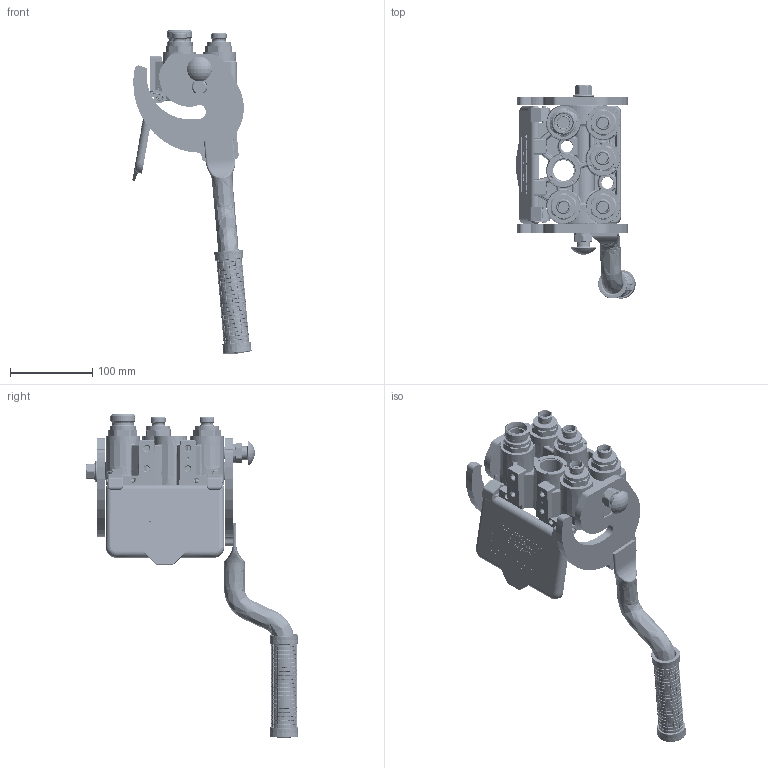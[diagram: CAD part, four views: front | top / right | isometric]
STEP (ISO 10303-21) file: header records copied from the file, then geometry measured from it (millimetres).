
FILE_DESCRIPTION (( 'STEP AP214' ), '1' );
FILE_NAME ('FASTER.step', '2026-01-29T09:08:17', ( '' ), ( '' ), 'SwSTEP 2.0', 'SolidWorks 2017', '' );
FILE_SCHEMA (( 'AUTOMOTIVE_DESIGN' ));
Length unit declared in the file: millimetre
Products named in the file (34): 4850_024_2000_013; 4830_001_0005_300; 4830_025_1000_000; 4850_001_0001_007; 4830_025_0000_001; 4830_022_0000_011; 4850_024_2004_010; or1_5x7_m; FASTER; 2ffnb12-2_18_f; 4850_024_0000_012; A_2ffnb12-2_302f; 4830_001_0005_301; 1540_080_0012_000; 4340_014_0000_000; A_2ffnb12-2_18_f; curs_molla_12; 4830_001_0004_000; P608_F_BASE; 4852_020_0001_001; 2ffnb12-2_302f; 4830_070_0000_001; 4850_024_4004_000; 4850_024_2004_020; or2_62x17_86; et012; sicura_p5; 4850_024_4004_000_ASM; 4850_024_0000_022; 4142_072_1000_300; 4830_025_2000_000; 0048_042_0412_000
Assembly tree (39 placements, depth 4):
  FASTER
    P608_F_BASE
      4852_020_0001_001
      4830_001_0004_000  x2
      4850_001_0001_007
      4830_001_0005_300
      4830_001_0005_301
    A_2ffnb12-2_302f
      curs_molla_12
        4340_014_0000_000
        4142_072_1000_300
      2ffnb12-2_302f
        2ffnb12-2_302f
    A_2ffnb12-2_18_f  x4
      curs_molla_12
        4340_014_0000_000
        4142_072_1000_300
      2ffnb12-2_18_f
        2ffnb12-2_18_f
    4850_024_4004_000
      4850_024_4004_000_ASM
        4850_024_2004_020
        4850_024_0000_022
        4850_024_2000_013
      sicura_p5
        4830_025_0000_001
        or1_5x7_m
        0048_042_0412_000
      4850_024_2004_010
      1540_080_0012_000
      4830_025_2000_000
      4830_025_1000_000
      4830_022_0000_011
      4830_070_0000_001
      4850_024_0000_012
      or2_62x17_86  x2
    et012
Bounding box: 144.67 x 258.08 x 392.09 mm (x, y, z)
Volume: 281926.8 mm3; surface area: 396311.2 mm2
Topology: 28 solids, 78 shells, 6905 faces, 18541 edges, 11889 vertices
Faces by surface type: plane 3248, cylinder 1939, torus 580, bspline 542, cone 516, sphere 80
Entity records: 269567 total; most frequent: CARTESIAN_POINT 120006, ORIENTED_EDGE 31854, DIRECTION 26204, EDGE_CURVE 16117, VERTEX_POINT 10369, VECTOR 9794, LINE 9794, AXIS2_PLACEMENT_3D 8205
